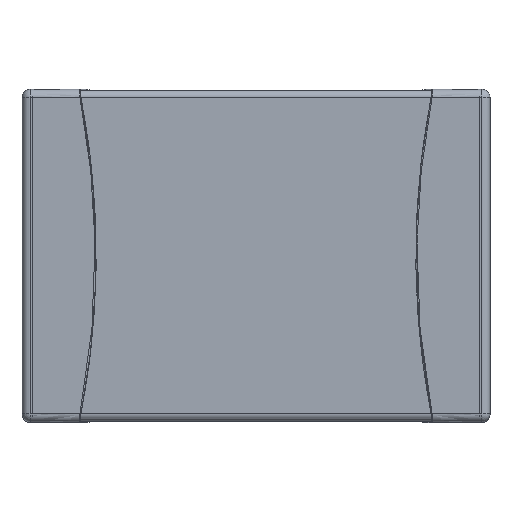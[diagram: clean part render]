
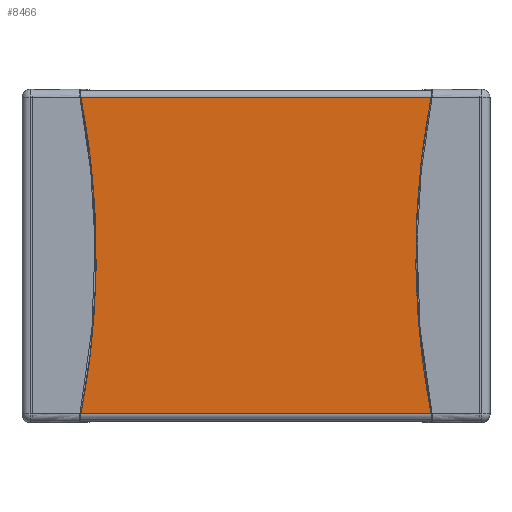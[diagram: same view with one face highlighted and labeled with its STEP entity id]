
A CAD part, top view. The second image highlights one B-rep face of the part: STEP entity #8466.
In plain terms, the highlighted planar face has unit normal (0, 0, 1).
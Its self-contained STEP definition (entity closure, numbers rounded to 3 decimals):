
#7891 = EDGE_CURVE('',#7892,#7894,#7896,.T.);
#7892 = VERTEX_POINT('',#7893);
#7893 = CARTESIAN_POINT('',(-2.15,-1.52,2.5));
#7894 = VERTEX_POINT('',#7895);
#7895 = CARTESIAN_POINT('',(2.15,-1.52,2.5));
#7896 = SURFACE_CURVE('',#7897,(#7901,#7913),.PCURVE_S1.);
#7897 = LINE('',#7898,#7899);
#7898 = CARTESIAN_POINT('',(-2.15,-1.52,2.5));
#7899 = VECTOR('',#7900,1.);
#7900 = DIRECTION('',(1.,0.,0.));
#7901 = PCURVE('',#7902,#7907);
#7902 = CYLINDRICAL_SURFACE('',#7903,0.07);
#7903 = AXIS2_PLACEMENT_3D('',#7904,#7905,#7906);
#7904 = CARTESIAN_POINT('',(-2.15,-1.52,2.43));
#7905 = DIRECTION('',(-1.,0.,0.));
#7906 = DIRECTION('',(0.,1.,0.));
#7907 = DEFINITIONAL_REPRESENTATION('',(#7908),#7912);
#7908 = LINE('',#7909,#7910);
#7909 = CARTESIAN_POINT('',(-1.571,0.));
#7910 = VECTOR('',#7911,1.);
#7911 = DIRECTION('',(-0.,-1.));
#7912 = ( GEOMETRIC_REPRESENTATION_CONTEXT(2) 
PARAMETRIC_REPRESENTATION_CONTEXT() REPRESENTATION_CONTEXT('2D SPACE',''
  ) );
#7913 = PCURVE('',#7914,#7919);
#7914 = PLANE('',#7915);
#7915 = AXIS2_PLACEMENT_3D('',#7916,#7917,#7918);
#7916 = CARTESIAN_POINT('',(-2.15,-1.52,2.5));
#7917 = DIRECTION('',(0.,0.,1.));
#7918 = DIRECTION('',(0.,1.,0.));
#7919 = DEFINITIONAL_REPRESENTATION('',(#7920),#7924);
#7920 = LINE('',#7921,#7922);
#7921 = CARTESIAN_POINT('',(0.,0.));
#7922 = VECTOR('',#7923,1.);
#7923 = DIRECTION('',(0.,-1.));
#7924 = ( GEOMETRIC_REPRESENTATION_CONTEXT(2) 
PARAMETRIC_REPRESENTATION_CONTEXT() REPRESENTATION_CONTEXT('2D SPACE',''
  ) );
#7943 = PLANE('',#7944);
#7944 = AXIS2_PLACEMENT_3D('',#7945,#7946,#7947);
#7945 = CARTESIAN_POINT('',(2.15,0.,1.26));
#7946 = DIRECTION('',(1.,0.,0.));
#7947 = DIRECTION('',(0.,1.,0.));
#7998 = PLANE('',#7999);
#7999 = AXIS2_PLACEMENT_3D('',#8000,#8001,#8002);
#8000 = CARTESIAN_POINT('',(-2.15,0.,1.26));
#8001 = DIRECTION('',(1.,0.,0.));
#8002 = DIRECTION('',(0.,1.,0.));
#8339 = CYLINDRICAL_SURFACE('',#8340,0.07);
#8340 = AXIS2_PLACEMENT_3D('',#8341,#8342,#8343);
#8341 = CARTESIAN_POINT('',(-2.15,1.52,2.43));
#8342 = DIRECTION('',(-1.,0.,0.));
#8343 = DIRECTION('',(0.,1.,0.));
#8399 = VERTEX_POINT('',#8400);
#8400 = CARTESIAN_POINT('',(2.15,1.52,2.5));
#8422 = EDGE_CURVE('',#8423,#8399,#8425,.T.);
#8423 = VERTEX_POINT('',#8424);
#8424 = CARTESIAN_POINT('',(-2.15,1.52,2.5));
#8425 = SURFACE_CURVE('',#8426,(#8430,#8437),.PCURVE_S1.);
#8426 = LINE('',#8427,#8428);
#8427 = CARTESIAN_POINT('',(-2.15,1.52,2.5));
#8428 = VECTOR('',#8429,1.);
#8429 = DIRECTION('',(1.,0.,0.));
#8430 = PCURVE('',#8339,#8431);
#8431 = DEFINITIONAL_REPRESENTATION('',(#8432),#8436);
#8432 = LINE('',#8433,#8434);
#8433 = CARTESIAN_POINT('',(-1.571,0.));
#8434 = VECTOR('',#8435,1.);
#8435 = DIRECTION('',(-0.,-1.));
#8436 = ( GEOMETRIC_REPRESENTATION_CONTEXT(2) 
PARAMETRIC_REPRESENTATION_CONTEXT() REPRESENTATION_CONTEXT('2D SPACE',''
  ) );
#8437 = PCURVE('',#7914,#8438);
#8438 = DEFINITIONAL_REPRESENTATION('',(#8439),#8443);
#8439 = LINE('',#8440,#8441);
#8440 = CARTESIAN_POINT('',(3.04,0.));
#8441 = VECTOR('',#8442,1.);
#8442 = DIRECTION('',(0.,-1.));
#8443 = ( GEOMETRIC_REPRESENTATION_CONTEXT(2) 
PARAMETRIC_REPRESENTATION_CONTEXT() REPRESENTATION_CONTEXT('2D SPACE',''
  ) );
#8466 = ADVANCED_FACE('',(#8467),#7914,.T.);
#8467 = FACE_BOUND('',#8468,.T.);
#8468 = EDGE_LOOP('',(#8469,#8470,#8491,#8492));
#8469 = ORIENTED_EDGE('',*,*,#7891,.T.);
#8470 = ORIENTED_EDGE('',*,*,#8471,.T.);
#8471 = EDGE_CURVE('',#7894,#8399,#8472,.T.);
#8472 = SURFACE_CURVE('',#8473,(#8477,#8484),.PCURVE_S1.);
#8473 = LINE('',#8474,#8475);
#8474 = CARTESIAN_POINT('',(2.15,-1.52,2.5));
#8475 = VECTOR('',#8476,1.);
#8476 = DIRECTION('',(0.,1.,0.));
#8477 = PCURVE('',#7914,#8478);
#8478 = DEFINITIONAL_REPRESENTATION('',(#8479),#8483);
#8479 = LINE('',#8480,#8481);
#8480 = CARTESIAN_POINT('',(0.,-4.3));
#8481 = VECTOR('',#8482,1.);
#8482 = DIRECTION('',(1.,0.));
#8483 = ( GEOMETRIC_REPRESENTATION_CONTEXT(2) 
PARAMETRIC_REPRESENTATION_CONTEXT() REPRESENTATION_CONTEXT('2D SPACE',''
  ) );
#8484 = PCURVE('',#7943,#8485);
#8485 = DEFINITIONAL_REPRESENTATION('',(#8486),#8490);
#8486 = LINE('',#8487,#8488);
#8487 = CARTESIAN_POINT('',(-1.52,1.24));
#8488 = VECTOR('',#8489,1.);
#8489 = DIRECTION('',(1.,0.));
#8490 = ( GEOMETRIC_REPRESENTATION_CONTEXT(2) 
PARAMETRIC_REPRESENTATION_CONTEXT() REPRESENTATION_CONTEXT('2D SPACE',''
  ) );
#8491 = ORIENTED_EDGE('',*,*,#8422,.F.);
#8492 = ORIENTED_EDGE('',*,*,#8493,.F.);
#8493 = EDGE_CURVE('',#7892,#8423,#8494,.T.);
#8494 = SURFACE_CURVE('',#8495,(#8499,#8506),.PCURVE_S1.);
#8495 = LINE('',#8496,#8497);
#8496 = CARTESIAN_POINT('',(-2.15,-1.52,2.5));
#8497 = VECTOR('',#8498,1.);
#8498 = DIRECTION('',(0.,1.,0.));
#8499 = PCURVE('',#7914,#8500);
#8500 = DEFINITIONAL_REPRESENTATION('',(#8501),#8505);
#8501 = LINE('',#8502,#8503);
#8502 = CARTESIAN_POINT('',(0.,0.));
#8503 = VECTOR('',#8504,1.);
#8504 = DIRECTION('',(1.,0.));
#8505 = ( GEOMETRIC_REPRESENTATION_CONTEXT(2) 
PARAMETRIC_REPRESENTATION_CONTEXT() REPRESENTATION_CONTEXT('2D SPACE',''
  ) );
#8506 = PCURVE('',#7998,#8507);
#8507 = DEFINITIONAL_REPRESENTATION('',(#8508),#8512);
#8508 = LINE('',#8509,#8510);
#8509 = CARTESIAN_POINT('',(-1.52,1.24));
#8510 = VECTOR('',#8511,1.);
#8511 = DIRECTION('',(1.,0.));
#8512 = ( GEOMETRIC_REPRESENTATION_CONTEXT(2) 
PARAMETRIC_REPRESENTATION_CONTEXT() REPRESENTATION_CONTEXT('2D SPACE',''
  ) );
